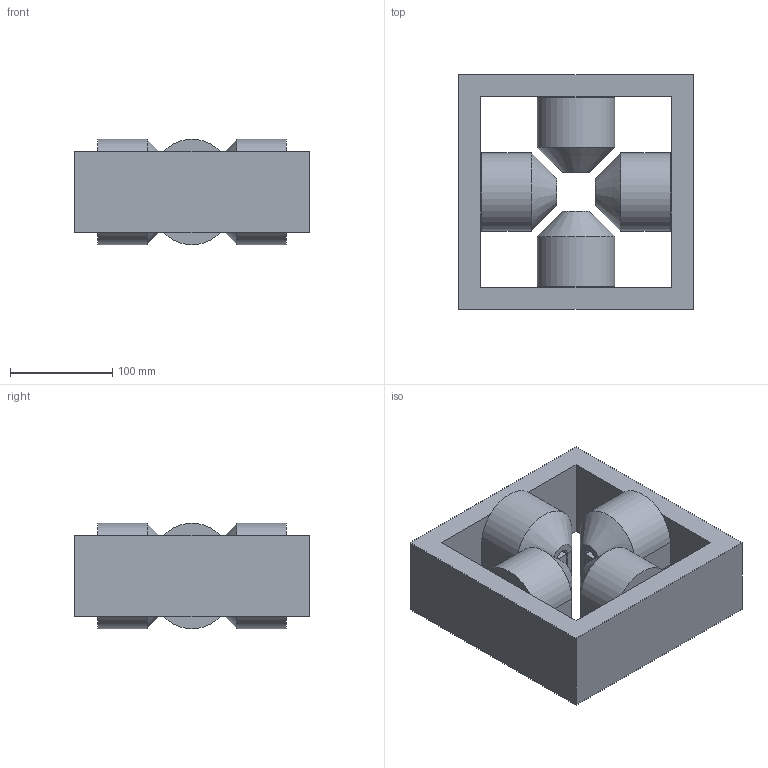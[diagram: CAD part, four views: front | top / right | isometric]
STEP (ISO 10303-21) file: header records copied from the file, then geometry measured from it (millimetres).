
FILE_DESCRIPTION(('STEP AP214'),'1');
FILE_NAME('2021-11-10_FFCorrector_Model03_Sim_CH_CV.step','2021-11-10T18:15:55',(' '),(' '),'Spatial InterOp 3D',' ',' ');
FILE_SCHEMA(('AUTOMOTIVE_DESIGN { 1 0 10303 214 1 1 1 1 }'));
Length unit declared in the file: millimetre
Products named in the file (1): Base
Bounding box: 230 x 230 x 103.4 mm (x, y, z)
Volume: 3040072.5 mm3; surface area: 402965.4 mm2
Topology: 21 solids, 21 shells, 146 faces, 312 edges, 208 vertices
Faces by surface type: plane 122, cylinder 16, cone 8
Entity records: 3995 total; most frequent: CARTESIAN_POINT 687, DIRECTION 686, ORIENTED_EDGE 624, EDGE_CURVE 312, LINE 272, VECTOR 272, VERTEX_POINT 208, AXIS2_PLACEMENT_3D 207
